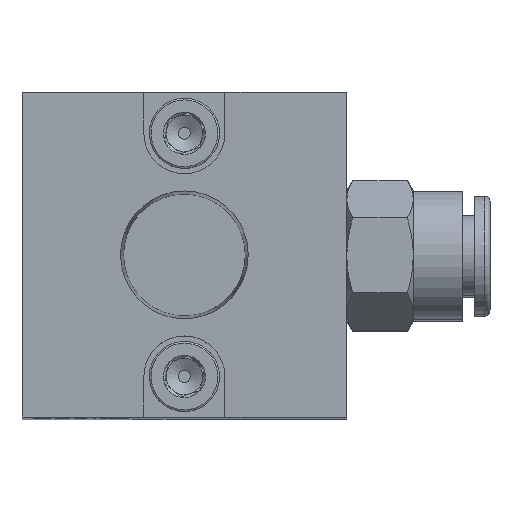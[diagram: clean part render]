
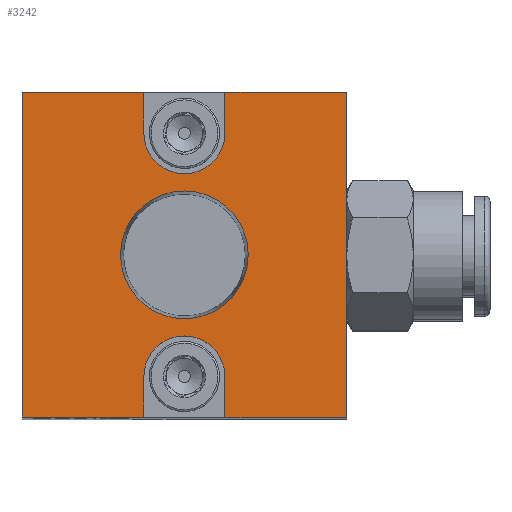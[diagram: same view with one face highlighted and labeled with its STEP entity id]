
A CAD part, top view. The second image highlights one B-rep face of the part: STEP entity #3242.
In plain terms, the highlighted planar face has unit normal (0, 0, 1).
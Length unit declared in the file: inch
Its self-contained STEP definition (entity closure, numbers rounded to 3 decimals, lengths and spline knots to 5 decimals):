
#427 = VERTEX_POINT ( 'NONE', #6203 ) ;
#1118 = VERTEX_POINT ( 'NONE', #61895 ) ;
#1802 = VERTEX_POINT ( 'NONE', #43945 ) ;
#1880 = VECTOR ( 'NONE', #57452, 39.37008 ) ;
#2005 = CARTESIAN_POINT ( 'NONE',  ( -0.156, 0.468, 0.75 ) ) ;
#2475 = VERTEX_POINT ( 'NONE', #29622 ) ;
#2887 = VERTEX_POINT ( 'NONE', #18352 ) ;
#3242 = ADVANCED_FACE ( 'NONE', ( #10747, #10687 ), #10673, .F. ) ;
#4170 = VECTOR ( 'NONE', #16746, 39.37008 ) ;
#4849 = VERTEX_POINT ( 'NONE', #45903 ) ;
#5019 = DIRECTION ( 'NONE',  ( 0., 1., 0. ) ) ;
#5346 = CARTESIAN_POINT ( 'NONE',  ( 0., 0.468, 0.75 ) ) ;
#6203 = CARTESIAN_POINT ( 'NONE',  ( -0.156, -0.468, 0.75 ) ) ;
#7334 = VERTEX_POINT ( 'NONE', #60843 ) ;
#7736 = DIRECTION ( 'NONE',  ( -0.707, 0.707, 0. ) ) ;
#7992 = LINE ( 'NONE', #29872, #14153 ) ;
#8136 = VECTOR ( 'NONE', #68600, 39.37008 ) ;
#8344 = CIRCLE ( 'NONE', #47671, 0.24582 ) ;
#9061 = VECTOR ( 'NONE', #23884, 39.37008 ) ;
#10332 = CARTESIAN_POINT ( 'NONE',  ( -0.62, 0.625, 0.75 ) ) ;
#10518 = DIRECTION ( 'NONE',  ( -1., 0., 0. ) ) ;
#10593 = DIRECTION ( 'NONE',  ( 0., 0., -1. ) ) ;
#10609 = CARTESIAN_POINT ( 'NONE',  ( -0.625, -0.625, 0.75 ) ) ;
#10673 = PLANE ( 'NONE',  #53918 ) ;
#10687 = FACE_OUTER_BOUND ( 'NONE', #30496, .T. ) ;
#10715 = CARTESIAN_POINT ( 'NONE',  ( -0.156, 0.625, 0.75 ) ) ;
#10742 = CARTESIAN_POINT ( 'NONE',  ( 0.156, 0.468, 0.75 ) ) ;
#10747 = FACE_BOUND ( 'NONE', #66052, .T. ) ;
#11459 = LINE ( 'NONE', #33207, #11907 ) ;
#11907 = VECTOR ( 'NONE', #54054, 39.37008 ) ;
#14153 = VECTOR ( 'NONE', #50789, 39.37008 ) ;
#14635 = CARTESIAN_POINT ( 'NONE',  ( 0.156, -0.625, 0.75 ) ) ;
#14682 = CIRCLE ( 'NONE', #53647, 0.156 ) ;
#15033 = LINE ( 'NONE', #36600, #1880 ) ;
#15284 = DIRECTION ( 'NONE',  ( 0., -1., 0. ) ) ;
#16145 = LINE ( 'NONE', #37667, #68807 ) ;
#16746 = DIRECTION ( 'NONE',  ( 1., 0., 0. ) ) ;
#16939 = VERTEX_POINT ( 'NONE', #49185 ) ;
#17453 = CARTESIAN_POINT ( 'NONE',  ( 0., -0.468, 0.75 ) ) ;
#18352 = CARTESIAN_POINT ( 'NONE',  ( 0.156, 0.625, 0.75 ) ) ;
#18432 = CARTESIAN_POINT ( 'NONE',  ( 0.24582, 0., 0.75 ) ) ;
#18973 = DIRECTION ( 'NONE',  ( 1., 0., 0. ) ) ;
#19778 = VECTOR ( 'NONE', #42890, 39.37008 ) ;
#20662 = CARTESIAN_POINT ( 'NONE',  ( -0.625, -0.625, 0.75 ) ) ;
#21664 = CARTESIAN_POINT ( 'NONE',  ( -0.625, -0.62, 0.75 ) ) ;
#21794 = CIRCLE ( 'NONE', #60287, 0.156 ) ;
#23762 = CARTESIAN_POINT ( 'NONE',  ( 0.156, -0.468, 0.75 ) ) ;
#23884 = DIRECTION ( 'NONE',  ( 0., 1., 0. ) ) ;
#23993 = VECTOR ( 'NONE', #32535, 39.37008 ) ;
#25532 = VERTEX_POINT ( 'NONE', #23762 ) ;
#26726 = LINE ( 'NONE', #47812, #51168 ) ;
#26924 = LINE ( 'NONE', #47999, #8136 ) ;
#27204 = DIRECTION ( 'NONE',  ( 0., 0., -1. ) ) ;
#27219 = ORIENTED_EDGE ( 'NONE', *, *, #54938, .F. ) ;
#27461 = ORIENTED_EDGE ( 'NONE', *, *, #39307, .F. ) ;
#27837 = ORIENTED_EDGE ( 'NONE', *, *, #64986, .T. ) ;
#28033 = ORIENTED_EDGE ( 'NONE', *, *, #37633, .F. ) ;
#28349 = ORIENTED_EDGE ( 'NONE', *, *, #44104, .T. ) ;
#28491 = VERTEX_POINT ( 'NONE', #56232 ) ;
#28611 = ORIENTED_EDGE ( 'NONE', *, *, #41326, .T. ) ;
#28870 = ORIENTED_EDGE ( 'NONE', *, *, #43081, .T. ) ;
#29035 = ORIENTED_EDGE ( 'NONE', *, *, #36804, .F. ) ;
#29136 = ORIENTED_EDGE ( 'NONE', *, *, #51502, .T. ) ;
#29563 = ORIENTED_EDGE ( 'NONE', *, *, #38315, .F. ) ;
#29622 = CARTESIAN_POINT ( 'NONE',  ( -0.625, 0.62, 0.75 ) ) ;
#29743 = ORIENTED_EDGE ( 'NONE', *, *, #53478, .T. ) ;
#29872 = CARTESIAN_POINT ( 'NONE',  ( 0.62, -0.625, 0.75 ) ) ;
#30200 = ORIENTED_EDGE ( 'NONE', *, *, #32572, .F. ) ;
#30359 = ORIENTED_EDGE ( 'NONE', *, *, #47385, .T. ) ;
#30496 = EDGE_LOOP ( 'NONE', ( #27461, #27837, #28033, #28349, #28611, #28870, #29035, #29136, #29563, #29743, #30200, #30359, #30650, #30843, #31014, #31166 ) ) ;
#30650 = ORIENTED_EDGE ( 'NONE', *, *, #44785, .T. ) ;
#30843 = ORIENTED_EDGE ( 'NONE', *, *, #46198, .T. ) ;
#31014 = ORIENTED_EDGE ( 'NONE', *, *, #33559, .F. ) ;
#31166 = ORIENTED_EDGE ( 'NONE', *, *, #59316, .T. ) ;
#32191 = LINE ( 'NONE', #53032, #50507 ) ;
#32535 = DIRECTION ( 'NONE',  ( 0., -1., 0. ) ) ;
#32572 = EDGE_CURVE ( 'NONE', #1118, #28491, #26726, .T. ) ;
#32723 = CARTESIAN_POINT ( 'NONE',  ( -0.625, -0.62, 0.75 ) ) ;
#33207 = CARTESIAN_POINT ( 'NONE',  ( 0.625, -0.625, 0.75 ) ) ;
#33559 = EDGE_CURVE ( 'NONE', #7334, #52607, #11459, .T. ) ;
#34804 = LINE ( 'NONE', #55624, #40509 ) ;
#36600 = CARTESIAN_POINT ( 'NONE',  ( 0.625, 0.625, 0.75 ) ) ;
#36804 = EDGE_CURVE ( 'NONE', #68473, #55901, #43432, .T. ) ;
#37633 = EDGE_CURVE ( 'NONE', #2887, #4849, #15033, .T. ) ;
#37667 = CARTESIAN_POINT ( 'NONE',  ( 0.156, -0.468, 0.75 ) ) ;
#38315 = EDGE_CURVE ( 'NONE', #66195, #2475, #67705, .T. ) ;
#38889 = DIRECTION ( 'NONE',  ( 0., 0., -1. ) ) ;
#39307 = EDGE_CURVE ( 'NONE', #16939, #68537, #41962, .T. ) ;
#40509 = VECTOR ( 'NONE', #7736, 39.37008 ) ;
#41326 = EDGE_CURVE ( 'NONE', #1802, #56012, #14682, .T. ) ;
#41891 = DIRECTION ( 'NONE',  ( 0., 1., 0. ) ) ;
#41962 = LINE ( 'NONE', #62727, #44849 ) ;
#42890 = DIRECTION ( 'NONE',  ( 0.707, -0.707, 0. ) ) ;
#43081 = EDGE_CURVE ( 'NONE', #56012, #55901, #50190, .T. ) ;
#43432 = LINE ( 'NONE', #64115, #4170 ) ;
#43945 = CARTESIAN_POINT ( 'NONE',  ( 0.156, 0.468, 0.75 ) ) ;
#44104 = EDGE_CURVE ( 'NONE', #2887, #1802, #58491, .T. ) ;
#44785 = EDGE_CURVE ( 'NONE', #427, #25532, #21794, .T. ) ;
#44849 = VECTOR ( 'NONE', #15284, 39.37008 ) ;
#45509 = CARTESIAN_POINT ( 'NONE',  ( -0.156, 0.468, 0.75 ) ) ;
#45569 = CARTESIAN_POINT ( 'NONE',  ( 0., 0., 0.75 ) ) ;
#45903 = CARTESIAN_POINT ( 'NONE',  ( 0.62, 0.625, 0.75 ) ) ;
#46198 = EDGE_CURVE ( 'NONE', #25532, #52607, #16145, .T. ) ;
#47385 = EDGE_CURVE ( 'NONE', #1118, #427, #32191, .T. ) ;
#47671 = AXIS2_PLACEMENT_3D ( 'NONE', #45569, #66169, #18973 ) ;
#47812 = CARTESIAN_POINT ( 'NONE',  ( 0.625, -0.625, 0.75 ) ) ;
#47999 = CARTESIAN_POINT ( 'NONE',  ( -0.62, 0.625, 0.75 ) ) ;
#48280 = DIRECTION ( 'NONE',  ( -1., 0., 0. ) ) ;
#49185 = CARTESIAN_POINT ( 'NONE',  ( 0.625, 0.62, 0.75 ) ) ;
#50190 = LINE ( 'NONE', #2005, #9061 ) ;
#50507 = VECTOR ( 'NONE', #5019, 39.37008 ) ;
#50789 = DIRECTION ( 'NONE',  ( 0.707, 0.707, 0. ) ) ;
#51168 = VECTOR ( 'NONE', #68407, 39.37008 ) ;
#51502 = EDGE_CURVE ( 'NONE', #68473, #2475, #26924, .T. ) ;
#52607 = VERTEX_POINT ( 'NONE', #14635 ) ;
#53032 = CARTESIAN_POINT ( 'NONE',  ( -0.156, -0.468, 0.75 ) ) ;
#53478 = EDGE_CURVE ( 'NONE', #66195, #28491, #68668, .T. ) ;
#53647 = AXIS2_PLACEMENT_3D ( 'NONE', #5346, #27204, #48280 ) ;
#53918 = AXIS2_PLACEMENT_3D ( 'NONE', #10609, #10593, #10518 ) ;
#54054 = DIRECTION ( 'NONE',  ( -1., 0., 0. ) ) ;
#54938 = EDGE_CURVE ( 'NONE', #65676, #65676, #8344, .T. ) ;
#55624 = CARTESIAN_POINT ( 'NONE',  ( 0.625, 0.62, 0.75 ) ) ;
#55901 = VERTEX_POINT ( 'NONE', #10715 ) ;
#56012 = VERTEX_POINT ( 'NONE', #45509 ) ;
#56232 = CARTESIAN_POINT ( 'NONE',  ( -0.62, -0.625, 0.75 ) ) ;
#57452 = DIRECTION ( 'NONE',  ( 1., 0., 0. ) ) ;
#58491 = LINE ( 'NONE', #10742, #23993 ) ;
#58519 = DIRECTION ( 'NONE',  ( 0., -1., 0. ) ) ;
#59091 = CARTESIAN_POINT ( 'NONE',  ( 0.625, -0.62, 0.75 ) ) ;
#59316 = EDGE_CURVE ( 'NONE', #7334, #68537, #7992, .T. ) ;
#59729 = DIRECTION ( 'NONE',  ( 1., 0., 0. ) ) ;
#60287 = AXIS2_PLACEMENT_3D ( 'NONE', #17453, #38889, #59729 ) ;
#60843 = CARTESIAN_POINT ( 'NONE',  ( 0.62, -0.625, 0.75 ) ) ;
#61895 = CARTESIAN_POINT ( 'NONE',  ( -0.156, -0.625, 0.75 ) ) ;
#62727 = CARTESIAN_POINT ( 'NONE',  ( 0.625, -0.625, 0.75 ) ) ;
#64115 = CARTESIAN_POINT ( 'NONE',  ( 0.625, 0.625, 0.75 ) ) ;
#64986 = EDGE_CURVE ( 'NONE', #16939, #4849, #34804, .T. ) ;
#65676 = VERTEX_POINT ( 'NONE', #18432 ) ;
#66052 = EDGE_LOOP ( 'NONE', ( #27219 ) ) ;
#66169 = DIRECTION ( 'NONE',  ( 0., 0., 1. ) ) ;
#66195 = VERTEX_POINT ( 'NONE', #32723 ) ;
#67705 = LINE ( 'NONE', #20662, #68564 ) ;
#68407 = DIRECTION ( 'NONE',  ( -1., 0., 0. ) ) ;
#68473 = VERTEX_POINT ( 'NONE', #10332 ) ;
#68537 = VERTEX_POINT ( 'NONE', #59091 ) ;
#68564 = VECTOR ( 'NONE', #41891, 39.37008 ) ;
#68600 = DIRECTION ( 'NONE',  ( -0.707, -0.707, 0. ) ) ;
#68668 = LINE ( 'NONE', #21664, #19778 ) ;
#68807 = VECTOR ( 'NONE', #58519, 39.37008 ) ;
